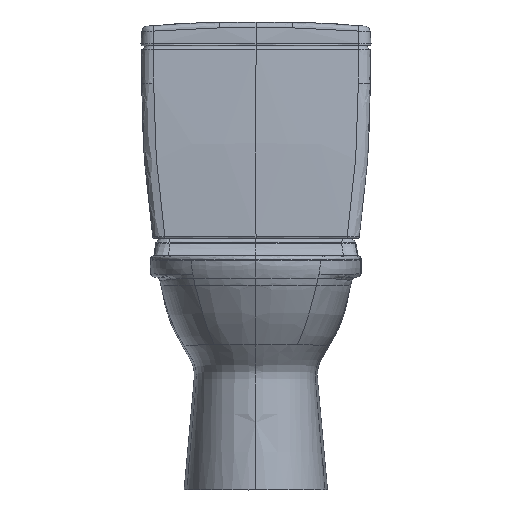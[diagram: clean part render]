
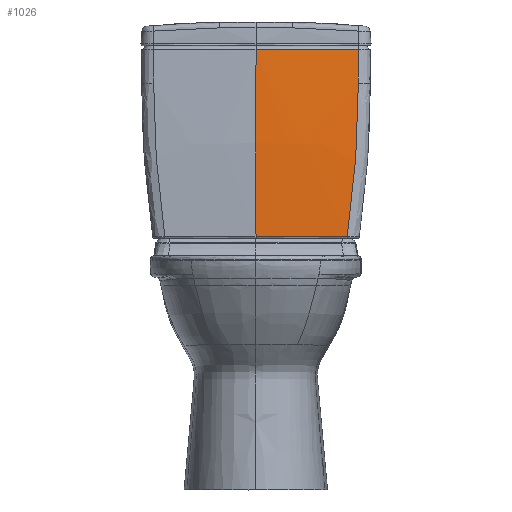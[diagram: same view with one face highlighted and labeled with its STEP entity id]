
A CAD part, front view. The second image highlights one B-rep face of the part: STEP entity #1026.
In plain terms, the highlighted free-form (B-spline) face has degree [3, 3] with [8, 5] control points.
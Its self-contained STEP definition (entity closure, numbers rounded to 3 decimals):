
#703=B_SPLINE_SURFACE_WITH_KNOTS('',3,3,((#46837,#46838,#46839,#46840,#46841),
(#46842,#46843,#46844,#46845,#46846),(#46847,#46848,#46849,#46850,#46851),
(#46852,#46853,#46854,#46855,#46856),(#46857,#46858,#46859,#46860,#46861),
(#46862,#46863,#46864,#46865,#46866),(#46867,#46868,#46869,#46870,#46871),
(#46872,#46873,#46874,#46875,#46876)),.UNSPECIFIED.,.F.,.F.,.F.,(4,1,1,
1,1,4),(4,1,4),(0.,0.352,0.468,0.584,
0.817,1.),(0.,0.521,1.),.UNSPECIFIED.);
#1026=ADVANCED_FACE('',(#1455),#703,.T.);
#1455=FACE_OUTER_BOUND('',#1851,.T.);
#1851=EDGE_LOOP('',(#3399,#3400,#3401,#3402,#3403));
#3399=ORIENTED_EDGE('',*,*,#5161,.F.);
#3400=ORIENTED_EDGE('',*,*,#5107,.T.);
#3401=ORIENTED_EDGE('',*,*,#5168,.T.);
#3402=ORIENTED_EDGE('',*,*,#5125,.F.);
#3403=ORIENTED_EDGE('',*,*,#5169,.T.);
#4277=VERTEX_POINT('',#45220);
#4282=VERTEX_POINT('',#45397);
#4286=VERTEX_POINT('',#45553);
#4290=VERTEX_POINT('',#45884);
#4291=VERTEX_POINT('',#45885);
#5107=EDGE_CURVE('',#4282,#4286,#5897,.T.);
#5125=EDGE_CURVE('',#4290,#4291,#5905,.T.);
#5161=EDGE_CURVE('',#4282,#4277,#5924,.T.);
#5168=EDGE_CURVE('',#4286,#4291,#5929,.T.);
#5169=EDGE_CURVE('',#4290,#4277,#5930,.T.);
#5897=B_SPLINE_CURVE_WITH_KNOTS('',3,(#45554,#45555,#45556,#45557,#45558,
#45559,#45560,#45561,#45562,#45563,#45564,#45565,#45566),.UNSPECIFIED.,
 .F.,.F.,(4,2,2,1,2,2,4),(0.,0.25,0.375,0.437,
0.469,0.5,1.),.UNSPECIFIED.);
#5905=B_SPLINE_CURVE_WITH_KNOTS('',3,(#45876,#45877,#45878,#45879,#45880,
#45881,#45882,#45883),.UNSPECIFIED.,.F.,.F.,(4,1,1,1,1,4),(0.,0.315,
0.472,0.629,0.944,1.),.UNSPECIFIED.);
#5924=B_SPLINE_CURVE_WITH_KNOTS('',3,(#46707,#46708,#46709,#46710),
 .UNSPECIFIED.,.F.,.F.,(4,4),(0.,1.),.UNSPECIFIED.);
#5929=B_SPLINE_CURVE_WITH_KNOTS('',3,(#46812,#46813,#46814,#46815,#46816,
#46817,#46818,#46819),.UNSPECIFIED.,.F.,.F.,(4,2,2,4),(0.,0.353,
0.707,1.),.UNSPECIFIED.);
#5930=B_SPLINE_CURVE_WITH_KNOTS('',3,(#46832,#46833,#46834,#46835,#46836),
 .UNSPECIFIED.,.F.,.F.,(4,1,4),(0.,0.505,1.),.UNSPECIFIED.);
#45220=CARTESIAN_POINT('',(0.278,53.339,32.928));
#45397=CARTESIAN_POINT('',(156.014,58.62,32.928));
#45553=CARTESIAN_POINT('',(175.202,70.752,295.417));
#45554=CARTESIAN_POINT('',(156.014,58.62,32.928));
#45555=CARTESIAN_POINT('',(159.257,59.044,54.824));
#45556=CARTESIAN_POINT('',(162.09,59.619,76.687));
#45557=CARTESIAN_POINT('',(165.726,60.699,109.429));
#45558=CARTESIAN_POINT('',(166.835,61.096,120.334));
#45559=CARTESIAN_POINT('',(168.345,61.744,136.678));
#45560=CARTESIAN_POINT('',(169.062,62.082,144.847));
#45561=CARTESIAN_POINT('',(169.721,62.44,153.01));
#45562=CARTESIAN_POINT('',(170.147,62.683,158.451));
#45563=CARTESIAN_POINT('',(170.351,62.805,161.133));
#45564=CARTESIAN_POINT('',(173.805,64.976,208.015));
#45565=CARTESIAN_POINT('',(175.357,67.596,251.864));
#45566=CARTESIAN_POINT('',(175.203,70.752,295.417));
#45876=CARTESIAN_POINT('',(0.278,68.68,353.236));
#45877=CARTESIAN_POINT('',(18.612,68.68,353.236));
#45878=CARTESIAN_POINT('',(46.112,68.984,353.236));
#45879=CARTESIAN_POINT('',(82.762,70.095,353.236));
#45880=CARTESIAN_POINT('',(119.396,71.667,353.236));
#45881=CARTESIAN_POINT('',(150.128,73.54,353.236));
#45882=CARTESIAN_POINT('',(171.693,75.1,353.236));
#45883=CARTESIAN_POINT('',(174.971,75.342,353.236));
#45884=CARTESIAN_POINT('',(0.278,68.68,353.236));
#45885=CARTESIAN_POINT('',(174.971,75.342,353.236));
#46707=CARTESIAN_POINT('',(156.014,58.62,32.928));
#46708=CARTESIAN_POINT('',(104.183,55.151,32.928));
#46709=CARTESIAN_POINT('',(52.228,53.339,32.928));
#46710=CARTESIAN_POINT('',(0.278,53.339,32.928));
#46812=CARTESIAN_POINT('',(175.201,70.752,295.417));
#46813=CARTESIAN_POINT('',(175.177,71.246,302.23));
#46814=CARTESIAN_POINT('',(175.152,71.756,309.043));
#46815=CARTESIAN_POINT('',(175.099,72.81,322.665));
#46816=CARTESIAN_POINT('',(175.072,73.353,329.475));
#46817=CARTESIAN_POINT('',(175.021,74.378,341.935));
#46818=CARTESIAN_POINT('',(174.997,74.855,347.586));
#46819=CARTESIAN_POINT('',(174.973,75.342,353.236));
#46832=CARTESIAN_POINT('',(0.278,68.68,353.236));
#46833=CARTESIAN_POINT('',(0.278,64.026,299.474));
#46834=CARTESIAN_POINT('',(0.278,56.875,192.775));
#46835=CARTESIAN_POINT('',(0.278,53.835,85.88));
#46836=CARTESIAN_POINT('',(0.278,53.339,32.928));
#46837=CARTESIAN_POINT('',(-27.838,53.352,8.416));
#46838=CARTESIAN_POINT('',(-27.86,53.563,69.541));
#46839=CARTESIAN_POINT('',(-27.902,56.547,186.771));
#46840=CARTESIAN_POINT('',(-27.944,64.473,303.767));
#46841=CARTESIAN_POINT('',(-27.964,69.397,359.665));
#46842=CARTESIAN_POINT('',(-0.215,53.016,8.416));
#46843=CARTESIAN_POINT('',(-0.216,53.233,69.541));
#46844=CARTESIAN_POINT('',(-0.217,56.229,186.772));
#46845=CARTESIAN_POINT('',(-0.217,64.166,303.767));
#46846=CARTESIAN_POINT('',(-0.218,69.096,359.665));
#46847=CARTESIAN_POINT('',(36.542,53.227,8.416));
#46848=CARTESIAN_POINT('',(36.571,53.436,69.541));
#46849=CARTESIAN_POINT('',(36.625,56.416,186.772));
#46850=CARTESIAN_POINT('',(36.68,64.337,303.767));
#46851=CARTESIAN_POINT('',(36.705,69.26,359.665));
#46852=CARTESIAN_POINT('',(82.401,54.592,8.416));
#46853=CARTESIAN_POINT('',(82.465,54.805,69.541));
#46854=CARTESIAN_POINT('',(82.588,57.795,186.772));
#46855=CARTESIAN_POINT('',(82.711,65.73,303.767));
#46856=CARTESIAN_POINT('',(82.769,70.656,359.665));
#46857=CARTESIAN_POINT('',(118.875,56.117,8.416));
#46858=CARTESIAN_POINT('',(118.967,56.338,69.542));
#46859=CARTESIAN_POINT('',(119.145,59.341,186.773));
#46860=CARTESIAN_POINT('',(119.322,67.296,303.767));
#46861=CARTESIAN_POINT('',(119.406,72.229,359.665));
#46862=CARTESIAN_POINT('',(160.543,58.623,8.416));
#46863=CARTESIAN_POINT('',(160.668,58.85,69.542));
#46864=CARTESIAN_POINT('',(160.907,61.866,186.773));
#46865=CARTESIAN_POINT('',(161.146,69.842,303.767));
#46866=CARTESIAN_POINT('',(161.259,74.78,359.665));
#46867=CARTESIAN_POINT('',(193.063,61.153,8.416));
#46868=CARTESIAN_POINT('',(193.213,61.382,69.542));
#46869=CARTESIAN_POINT('',(193.501,64.405,186.774));
#46870=CARTESIAN_POINT('',(193.787,72.395,303.767));
#46871=CARTESIAN_POINT('',(193.924,77.335,359.665));
#46872=CARTESIAN_POINT('',(207.375,62.358,8.416));
#46873=CARTESIAN_POINT('',(207.536,62.588,69.542));
#46874=CARTESIAN_POINT('',(207.846,65.612,186.774));
#46875=CARTESIAN_POINT('',(208.154,73.609,303.767));
#46876=CARTESIAN_POINT('',(208.3,78.55,359.665));
